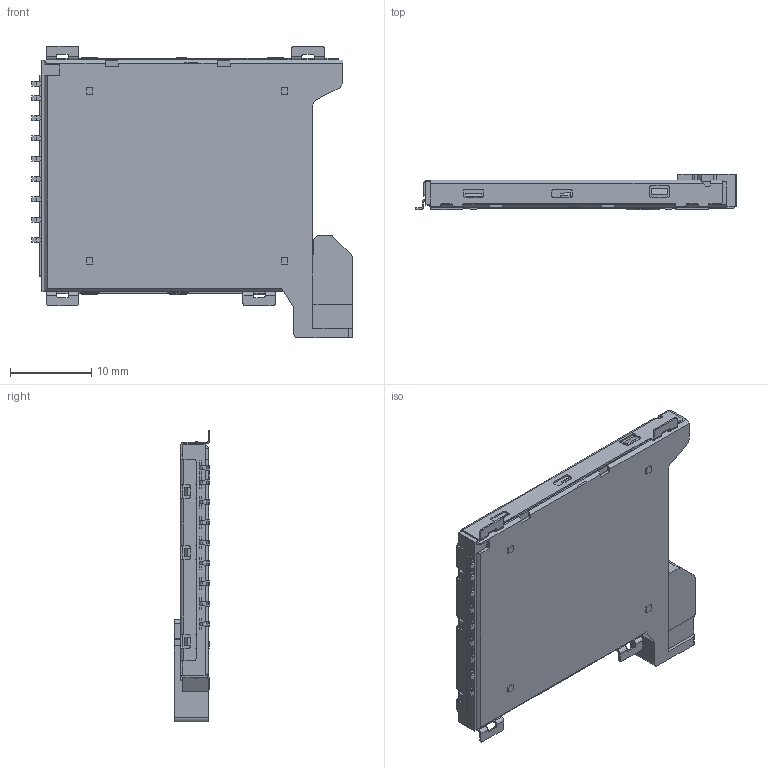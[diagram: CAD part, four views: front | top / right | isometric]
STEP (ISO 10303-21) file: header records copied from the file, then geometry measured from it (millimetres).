
FILE_DESCRIPTION (( 'STEP AP203' ), '1' );
FILE_NAME ('170110FPS009-4200-0(03).STEP', '2017-01-10T00:23:03', ( 'admin' ), ( '' ), 'SwSTEP 2.0', 'SolidWorks 2014', '' );
FILE_SCHEMA (( 'CONFIG_CONTROL_DESIGN' ));
Length unit declared in the file: millimetre
Products named in the file (1): 170110FPS009-4200-0(03)
Bounding box: 39.45 x 4.4 x 35.92 mm (x, y, z)
Volume: 3518.5 mm3; surface area: 3155.5 mm2
Topology: 1 solids, 2 shells, 805 faces, 2246 edges, 1453 vertices
Faces by surface type: plane 573, cylinder 223, bspline 7, cone 2
Entity records: 25790 total; most frequent: CARTESIAN_POINT 4664, ORIENTED_EDGE 4492, DIRECTION 4265, EDGE_CURVE 2246, VECTOR 1789, LINE 1789, VERTEX_POINT 1453, AXIS2_PLACEMENT_3D 1238
